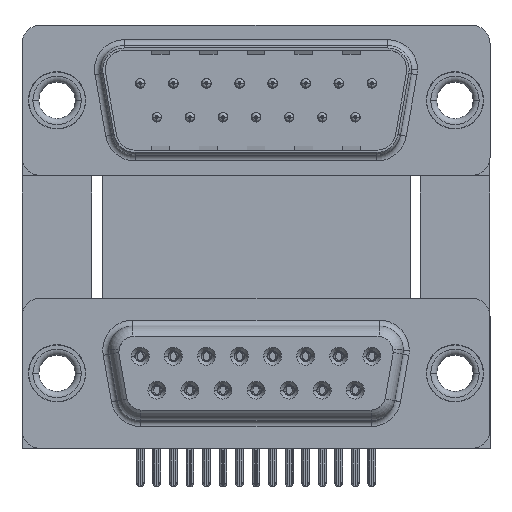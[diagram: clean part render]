
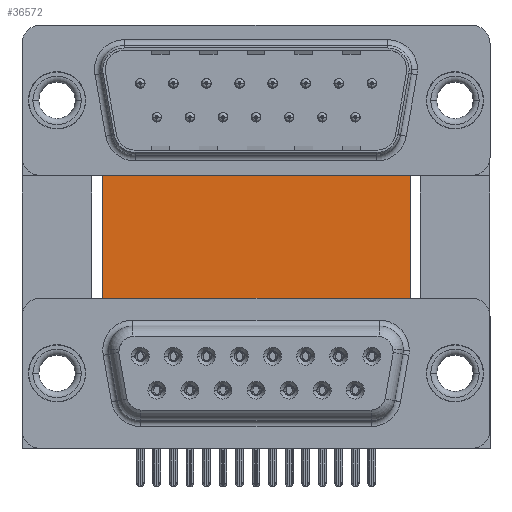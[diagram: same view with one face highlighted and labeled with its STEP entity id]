
A CAD part, top view. The second image highlights one B-rep face of the part: STEP entity #36572.
In plain terms, the highlighted planar face has unit normal (0, 0, 1).
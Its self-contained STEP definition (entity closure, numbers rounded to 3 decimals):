
#350 = VERTEX_POINT ( 'NONE', #5348 ) ;
#801 = AXIS2_PLACEMENT_3D ( 'NONE', #28722, #36069, #38391 ) ;
#1738 = DIRECTION ( 'NONE',  ( 1., 0., 0. ) ) ;
#1783 = ORIENTED_EDGE ( 'NONE', *, *, #37887, .F. ) ;
#3886 = DIRECTION ( 'NONE',  ( 0., -1., 0. ) ) ;
#3893 = LINE ( 'NONE', #16722, #11395 ) ;
#4410 = EDGE_CURVE ( 'NONE', #14489, #8219, #30363, .T. ) ;
#5118 = LINE ( 'NONE', #37097, #19239 ) ;
#5348 = CARTESIAN_POINT ( 'NONE',  ( 3.79, 16.585, -12. ) ) ;
#8219 = VERTEX_POINT ( 'NONE', #21214 ) ;
#8483 = ORIENTED_EDGE ( 'NONE', *, *, #4410, .T. ) ;
#9974 = CARTESIAN_POINT ( 'NONE',  ( 3.79, -3.735, -12. ) ) ;
#11055 = ORIENTED_EDGE ( 'NONE', *, *, #23764, .F. ) ;
#11395 = VECTOR ( 'NONE', #26002, 1000. ) ;
#11880 = PLANE ( 'NONE',  #801 ) ;
#12837 = CARTESIAN_POINT ( 'NONE',  ( 29.58, 16.585, -12. ) ) ;
#14489 = VERTEX_POINT ( 'NONE', #9974 ) ;
#16722 = CARTESIAN_POINT ( 'NONE',  ( 3.79, 16.585, -12. ) ) ;
#18966 = VECTOR ( 'NONE', #3886, 1000. ) ;
#19003 = VERTEX_POINT ( 'NONE', #12837 ) ;
#19239 = VECTOR ( 'NONE', #39848, 1000. ) ;
#21214 = CARTESIAN_POINT ( 'NONE',  ( 29.58, -3.735, -12. ) ) ;
#22415 = CARTESIAN_POINT ( 'NONE',  ( 29.58, 16.585, -12. ) ) ;
#23764 = EDGE_CURVE ( 'NONE', #350, #19003, #5118, .T. ) ;
#26002 = DIRECTION ( 'NONE',  ( 0., -1., 0. ) ) ;
#28722 = CARTESIAN_POINT ( 'NONE',  ( 3.79, 16.585, -12. ) ) ;
#29761 = EDGE_LOOP ( 'NONE', ( #8483, #1783, #11055, #38973 ) ) ;
#30363 = LINE ( 'NONE', #39826, #36313 ) ;
#32712 = LINE ( 'NONE', #22415, #18966 ) ;
#34517 = EDGE_CURVE ( 'NONE', #350, #14489, #3893, .T. ) ;
#36069 = DIRECTION ( 'NONE',  ( 0., 0., -1. ) ) ;
#36313 = VECTOR ( 'NONE', #1738, 1000. ) ;
#36572 = ADVANCED_FACE ( 'NONE', ( #40727 ), #11880, .F. ) ;
#37097 = CARTESIAN_POINT ( 'NONE',  ( 3.79, 16.585, -12. ) ) ;
#37887 = EDGE_CURVE ( 'NONE', #19003, #8219, #32712, .T. ) ;
#38391 = DIRECTION ( 'NONE',  ( -1., 0., 0. ) ) ;
#38973 = ORIENTED_EDGE ( 'NONE', *, *, #34517, .T. ) ;
#39826 = CARTESIAN_POINT ( 'NONE',  ( 3.79, -3.735, -12. ) ) ;
#39848 = DIRECTION ( 'NONE',  ( 1., 0., 0. ) ) ;
#40727 = FACE_OUTER_BOUND ( 'NONE', #29761, .T. ) ;
